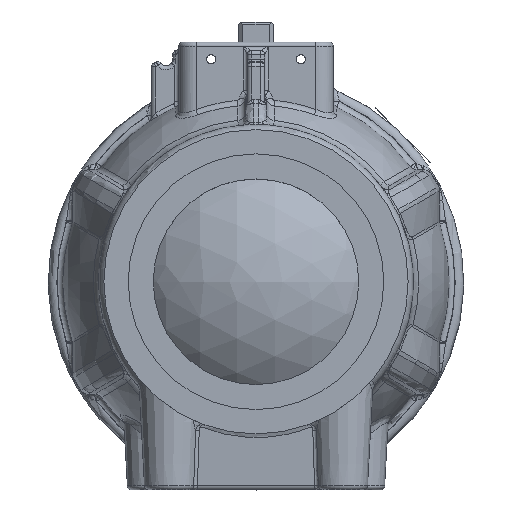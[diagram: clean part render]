
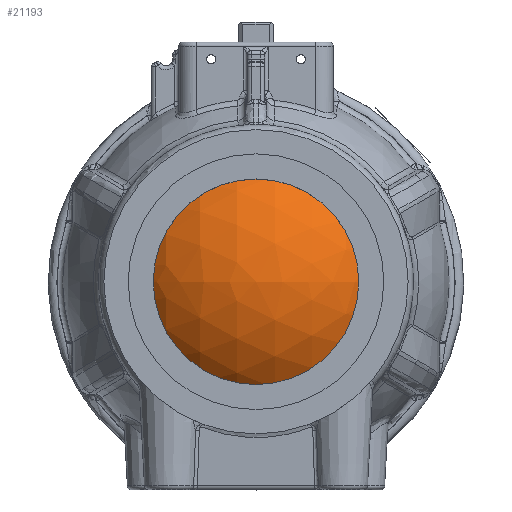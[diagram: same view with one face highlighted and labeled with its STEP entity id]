
A CAD part, top view. The second image highlights one B-rep face of the part: STEP entity #21193.
In plain terms, the highlighted spherical face has radius 59.804 mm.
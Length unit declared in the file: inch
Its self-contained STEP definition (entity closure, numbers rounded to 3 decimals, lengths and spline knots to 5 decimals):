
#89=SPHERICAL_SURFACE('',#23287,2.3545);
#1318=B_SPLINE_CURVE_WITH_KNOTS('',3,(#49299,#49300,#49301,#49302,#49303,
#49304,#49305,#49306,#49307,#49308,#49309,#49310,#49311,#49312,#49313),
 .UNSPECIFIED.,.F.,.F.,(4,2,2,3,2,2,4),(-0.2268,-0.22545,
-0.11272,0.,0.11468,0.22936,0.23069),
 .UNSPECIFIED.);
#1320=B_SPLINE_CURVE_WITH_KNOTS('',3,(#49342,#49343,#49344,#49345,#49346,
#49347,#49348,#49349,#49350,#49351,#49352,#49353,#49354),.UNSPECIFIED.,
 .F.,.F.,(4,2,2,3,2,4),(-0.23069,-0.22936,-0.11468,
0.,0.1134,0.22681),.UNSPECIFIED.);
#1322=B_SPLINE_CURVE_WITH_KNOTS('',3,(#49378,#49379,#49380,#49381,#49382,
#49383,#49384,#49385,#49386,#49387,#49388,#49389,#49390,#49391,#49392),
 .UNSPECIFIED.,.F.,.F.,(4,2,2,3,2,2,4),(-0.2268,-0.22545,
-0.11272,0.,0.11468,0.22936,0.23069),
 .UNSPECIFIED.);
#1324=B_SPLINE_CURVE_WITH_KNOTS('',3,(#49416,#49417,#49418,#49419,#49420,
#49421,#49422,#49423,#49424,#49425,#49426,#49427,#49428,#49429,#49430),
 .UNSPECIFIED.,.F.,.F.,(4,2,2,3,2,2,4),(-0.23069,-0.22936,
-0.11468,0.,0.11272,0.22545,0.2268),
 .UNSPECIFIED.);
#1437=FACE_BOUND('',#7559,.T.);
#6168=FACE_OUTER_BOUND('',#7558,.T.);
#7558=EDGE_LOOP('',(#19656,#19657,#19658,#19659));
#7559=EDGE_LOOP('',(#19660,#19661,#19662,#19663,#19664,#19665,#19666,#19667));
#8491=CIRCLE('',#23255,2.24647);
#8492=CIRCLE('',#23258,2.33265);
#8494=CIRCLE('',#23262,2.24647);
#8496=CIRCLE('',#23266,2.33265);
#8508=CIRCLE('',#23285,1.59813);
#8510=CIRCLE('',#23288,1.59813);
#8511=CIRCLE('',#23289,2.3545);
#10405=VERTEX_POINT('',#49296);
#10406=VERTEX_POINT('',#49298);
#10408=VERTEX_POINT('',#49318);
#10411=VERTEX_POINT('',#49339);
#10412=VERTEX_POINT('',#49341);
#10415=VERTEX_POINT('',#49375);
#10416=VERTEX_POINT('',#49377);
#10418=VERTEX_POINT('',#49414);
#10427=VERTEX_POINT('',#49461);
#10428=VERTEX_POINT('',#49465);
#13479=EDGE_CURVE('',#10405,#10406,#1318,.T.);
#13483=EDGE_CURVE('',#10405,#10408,#8491,.T.);
#13486=EDGE_CURVE('',#10411,#10412,#1320,.T.);
#13488=EDGE_CURVE('',#10411,#10406,#8492,.T.);
#13492=EDGE_CURVE('',#10415,#10416,#1322,.T.);
#13494=EDGE_CURVE('',#10415,#10412,#8494,.T.);
#13498=EDGE_CURVE('',#10418,#10408,#1324,.T.);
#13499=EDGE_CURVE('',#10418,#10416,#8496,.T.);
#13513=EDGE_CURVE('',#10427,#10427,#8508,.T.);
#13515=EDGE_CURVE('',#10428,#10428,#8510,.T.);
#13516=EDGE_CURVE('',#10428,#10427,#8511,.T.);
#19656=ORIENTED_EDGE('',*,*,#13515,.F.);
#19657=ORIENTED_EDGE('',*,*,#13516,.T.);
#19658=ORIENTED_EDGE('',*,*,#13513,.F.);
#19659=ORIENTED_EDGE('',*,*,#13516,.F.);
#19660=ORIENTED_EDGE('',*,*,#13483,.T.);
#19661=ORIENTED_EDGE('',*,*,#13498,.F.);
#19662=ORIENTED_EDGE('',*,*,#13499,.T.);
#19663=ORIENTED_EDGE('',*,*,#13492,.F.);
#19664=ORIENTED_EDGE('',*,*,#13494,.T.);
#19665=ORIENTED_EDGE('',*,*,#13486,.F.);
#19666=ORIENTED_EDGE('',*,*,#13488,.T.);
#19667=ORIENTED_EDGE('',*,*,#13479,.F.);
#21193=ADVANCED_FACE('',(#6168,#1437),#89,.T.);
#23255=AXIS2_PLACEMENT_3D('',#49320,#28215,#28216);
#23258=AXIS2_PLACEMENT_3D('',#49357,#28223,#28224);
#23262=AXIS2_PLACEMENT_3D('',#49395,#28233,#28234);
#23266=AXIS2_PLACEMENT_3D('',#49432,#28242,#28243);
#23285=AXIS2_PLACEMENT_3D('',#49462,#28282,#28283);
#23287=AXIS2_PLACEMENT_3D('',#49464,#28286,#28287);
#23288=AXIS2_PLACEMENT_3D('',#49466,#28288,#28289);
#23289=AXIS2_PLACEMENT_3D('',#49467,#28290,#28291);
#28215=DIRECTION('center_axis',(-1.,0.,0.));
#28216=DIRECTION('ref_axis',(0.,0.,-1.));
#28223=DIRECTION('center_axis',(0.,0.,1.));
#28224=DIRECTION('ref_axis',(0.,1.,0.));
#28233=DIRECTION('center_axis',(1.,0.,0.));
#28234=DIRECTION('ref_axis',(0.,0.,1.));
#28242=DIRECTION('center_axis',(0.,0.,-1.));
#28243=DIRECTION('ref_axis',(0.,-1.,0.));
#28282=DIRECTION('center_axis',(0.,0.,-1.));
#28283=DIRECTION('ref_axis',(-1.,0.,0.));
#28286=DIRECTION('center_axis',(0.,0.,1.));
#28287=DIRECTION('ref_axis',(1.,0.,0.));
#28288=DIRECTION('center_axis',(0.,0.,1.));
#28289=DIRECTION('ref_axis',(-1.,0.,0.));
#28290=DIRECTION('center_axis',(0.,-1.,0.));
#28291=DIRECTION('ref_axis',(-1.,0.,0.));
#49296=CARTESIAN_POINT('',(-0.705,2.23738,0.20189));
#49298=CARTESIAN_POINT('',(-0.58689,2.25762,0.32));
#49299=CARTESIAN_POINT('Ctrl Pts',(-0.705,2.23738,0.20189));
#49300=CARTESIAN_POINT('Ctrl Pts',(-0.705,2.23737,0.20207));
#49301=CARTESIAN_POINT('Ctrl Pts',(-0.705,2.23735,
0.20224));
#49302=CARTESIAN_POINT('Ctrl Pts',(-0.70493,2.23602,0.21715));
#49303=CARTESIAN_POINT('Ctrl Pts',(-0.70193,2.23539,
0.2329));
#49304=CARTESIAN_POINT('Ctrl Pts',(-0.68986,2.23595,0.26183));
#49305=CARTESIAN_POINT('Ctrl Pts',(-0.68079,2.23714,
0.27502));
#49306=CARTESIAN_POINT('Ctrl Pts',(-0.67041,2.23892,
0.28541));
#49307=CARTESIAN_POINT('Ctrl Pts',(-0.65984,2.24074,
0.29597));
#49308=CARTESIAN_POINT('Ctrl Pts',(-0.64654,2.24341,
0.30503));
#49309=CARTESIAN_POINT('Ctrl Pts',(-0.6176,2.24989,
0.31701));
#49310=CARTESIAN_POINT('Ctrl Pts',(-0.60196,2.2537,
0.31994));
#49311=CARTESIAN_POINT('Ctrl Pts',(-0.58723,2.25753,0.32));
#49312=CARTESIAN_POINT('Ctrl Pts',(-0.58706,2.25757,
0.32));
#49313=CARTESIAN_POINT('Ctrl Pts',(-0.58689,2.25762,
0.32));
#49318=CARTESIAN_POINT('',(-0.705,2.23738,-0.20189));
#49320=CARTESIAN_POINT('Origin',(-0.705,0.,0.));
#49339=CARTESIAN_POINT('',(0.58689,2.25762,0.32));
#49341=CARTESIAN_POINT('',(0.705,2.23738,0.20189));
#49342=CARTESIAN_POINT('Ctrl Pts',(0.58689,2.25762,0.32));
#49343=CARTESIAN_POINT('Ctrl Pts',(0.58706,2.25757,0.32));
#49344=CARTESIAN_POINT('Ctrl Pts',(0.58723,2.25753,0.32));
#49345=CARTESIAN_POINT('Ctrl Pts',(0.60196,2.2537,0.31994));
#49346=CARTESIAN_POINT('Ctrl Pts',(0.6176,2.24989,0.31701));
#49347=CARTESIAN_POINT('Ctrl Pts',(0.64654,2.24341,0.30503));
#49348=CARTESIAN_POINT('Ctrl Pts',(0.65984,2.24074,0.29597));
#49349=CARTESIAN_POINT('Ctrl Pts',(0.67041,2.23892,0.28541));
#49350=CARTESIAN_POINT('Ctrl Pts',(0.68085,2.23713,0.27496));
#49351=CARTESIAN_POINT('Ctrl Pts',(0.68996,2.23593,0.26168));
#49352=CARTESIAN_POINT('Ctrl Pts',(0.70203,2.23539,0.23256));
#49353=CARTESIAN_POINT('Ctrl Pts',(0.705,2.23605,0.21671));
#49354=CARTESIAN_POINT('Ctrl Pts',(0.705,2.23738,0.20189));
#49357=CARTESIAN_POINT('Origin',(0.,0.,0.32));
#49375=CARTESIAN_POINT('',(0.705,2.23738,-0.20189));
#49377=CARTESIAN_POINT('',(0.58689,2.25762,-0.32));
#49378=CARTESIAN_POINT('Ctrl Pts',(0.705,2.23738,-0.20189));
#49379=CARTESIAN_POINT('Ctrl Pts',(0.705,2.23737,-0.20207));
#49380=CARTESIAN_POINT('Ctrl Pts',(0.705,2.23735,-0.20224));
#49381=CARTESIAN_POINT('Ctrl Pts',(0.70493,2.23602,-0.21715));
#49382=CARTESIAN_POINT('Ctrl Pts',(0.70193,2.23539,-0.2329));
#49383=CARTESIAN_POINT('Ctrl Pts',(0.68986,2.23595,-0.26183));
#49384=CARTESIAN_POINT('Ctrl Pts',(0.68079,2.23714,-0.27502));
#49385=CARTESIAN_POINT('Ctrl Pts',(0.67041,2.23892,-0.28541));
#49386=CARTESIAN_POINT('Ctrl Pts',(0.65984,2.24074,-0.29597));
#49387=CARTESIAN_POINT('Ctrl Pts',(0.64654,2.24341,-0.30503));
#49388=CARTESIAN_POINT('Ctrl Pts',(0.6176,2.24989,-0.31701));
#49389=CARTESIAN_POINT('Ctrl Pts',(0.60196,2.2537,-0.31994));
#49390=CARTESIAN_POINT('Ctrl Pts',(0.58723,2.25753,-0.32));
#49391=CARTESIAN_POINT('Ctrl Pts',(0.58706,2.25757,-0.32));
#49392=CARTESIAN_POINT('Ctrl Pts',(0.58689,2.25762,-0.32));
#49395=CARTESIAN_POINT('Origin',(0.705,0.,0.));
#49414=CARTESIAN_POINT('',(-0.58689,2.25762,-0.32));
#49416=CARTESIAN_POINT('Ctrl Pts',(-0.58689,2.25762,
-0.32));
#49417=CARTESIAN_POINT('Ctrl Pts',(-0.58706,2.25757,
-0.32));
#49418=CARTESIAN_POINT('Ctrl Pts',(-0.58723,2.25753,
-0.32));
#49419=CARTESIAN_POINT('Ctrl Pts',(-0.60196,2.2537,
-0.31994));
#49420=CARTESIAN_POINT('Ctrl Pts',(-0.6176,2.24989,
-0.31701));
#49421=CARTESIAN_POINT('Ctrl Pts',(-0.64654,2.24341,
-0.30503));
#49422=CARTESIAN_POINT('Ctrl Pts',(-0.65984,2.24074,
-0.29597));
#49423=CARTESIAN_POINT('Ctrl Pts',(-0.67041,2.23892,
-0.28541));
#49424=CARTESIAN_POINT('Ctrl Pts',(-0.68079,2.23714,
-0.27502));
#49425=CARTESIAN_POINT('Ctrl Pts',(-0.68986,2.23595,-0.26183));
#49426=CARTESIAN_POINT('Ctrl Pts',(-0.70193,2.23539,
-0.2329));
#49427=CARTESIAN_POINT('Ctrl Pts',(-0.70493,2.23602,-0.21715));
#49428=CARTESIAN_POINT('Ctrl Pts',(-0.705,2.23735,
-0.20224));
#49429=CARTESIAN_POINT('Ctrl Pts',(-0.705,2.23737,-0.20207));
#49430=CARTESIAN_POINT('Ctrl Pts',(-0.705,2.23738,-0.20189));
#49432=CARTESIAN_POINT('Origin',(0.,0.,-0.32));
#49461=CARTESIAN_POINT('',(-1.59813,0.,-1.72906));
#49462=CARTESIAN_POINT('Origin',(0.,0.,-1.72906));
#49464=CARTESIAN_POINT('Origin',(0.,0.,0.));
#49465=CARTESIAN_POINT('',(-1.59813,0.,1.72906));
#49466=CARTESIAN_POINT('Origin',(0.,0.,1.72906));
#49467=CARTESIAN_POINT('Origin',(0.,0.,0.));
